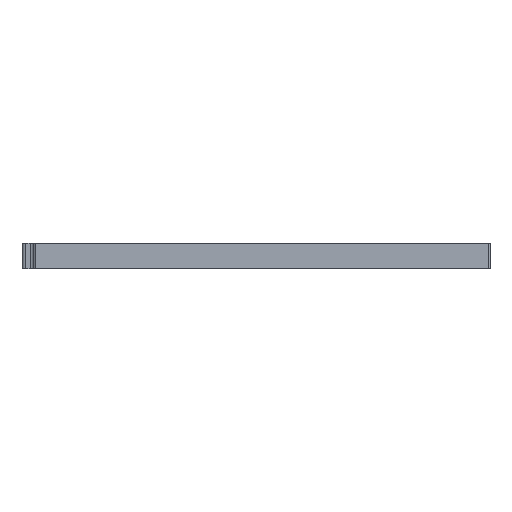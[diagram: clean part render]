
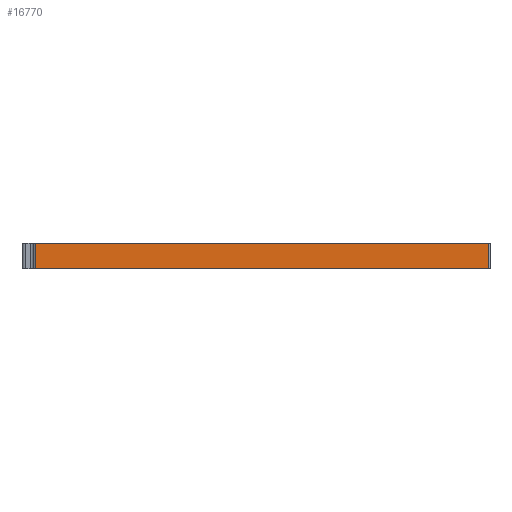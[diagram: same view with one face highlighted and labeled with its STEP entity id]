
A CAD part, top view. The second image highlights one B-rep face of the part: STEP entity #16770.
In plain terms, the highlighted planar face has unit normal (0, 0, 1).
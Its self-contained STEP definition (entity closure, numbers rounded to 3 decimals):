
#172 = LINE ( 'NONE', #11716, #18300 ) ;
#648 = VERTEX_POINT ( 'NONE', #5183 ) ;
#1279 = CARTESIAN_POINT ( 'NONE',  ( -180.713, 5., 0. ) ) ;
#2340 = EDGE_CURVE ( 'NONE', #648, #6725, #16040, .T. ) ;
#2370 = ORIENTED_EDGE ( 'NONE', *, *, #20168, .F. ) ;
#2778 = VERTEX_POINT ( 'NONE', #6104 ) ;
#2940 = VECTOR ( 'NONE', #14435, 1000. ) ;
#5174 = DIRECTION ( 'NONE',  ( 0., 0., -1. ) ) ;
#5183 = CARTESIAN_POINT ( 'NONE',  ( -0.5, -5., 0. ) ) ;
#5614 = EDGE_CURVE ( 'NONE', #648, #2778, #12701, .T. ) ;
#5910 = VERTEX_POINT ( 'NONE', #14051 ) ;
#6104 = CARTESIAN_POINT ( 'NONE',  ( -0.5, 5., 0. ) ) ;
#6725 = VERTEX_POINT ( 'NONE', #10939 ) ;
#7841 = DIRECTION ( 'NONE',  ( 0., -1., 0. ) ) ;
#8194 = ORIENTED_EDGE ( 'NONE', *, *, #5614, .T. ) ;
#8619 = CARTESIAN_POINT ( 'NONE',  ( -181.213, 5., 0. ) ) ;
#9695 = EDGE_LOOP ( 'NONE', ( #18904, #8194, #2370, #16432 ) ) ;
#10076 = DIRECTION ( 'NONE',  ( 1., 0., 0. ) ) ;
#10939 = CARTESIAN_POINT ( 'NONE',  ( -180.713, -5., 0. ) ) ;
#11087 = CARTESIAN_POINT ( 'NONE',  ( -181.213, -5., 0. ) ) ;
#11716 = CARTESIAN_POINT ( 'NONE',  ( -181.213, 5., 0. ) ) ;
#12701 = LINE ( 'NONE', #16246, #17140 ) ;
#12799 = DIRECTION ( 'NONE',  ( 0., 1., 0. ) ) ;
#14051 = CARTESIAN_POINT ( 'NONE',  ( -180.713, 5., 0. ) ) ;
#14424 = LINE ( 'NONE', #1279, #20308 ) ;
#14435 = DIRECTION ( 'NONE',  ( -1., 0., 0. ) ) ;
#15084 = PLANE ( 'NONE',  #18847 ) ;
#16040 = LINE ( 'NONE', #11087, #2940 ) ;
#16246 = CARTESIAN_POINT ( 'NONE',  ( -0.5, 5., 0. ) ) ;
#16432 = ORIENTED_EDGE ( 'NONE', *, *, #18475, .T. ) ;
#16770 = ADVANCED_FACE ( 'NONE', ( #17982 ), #15084, .F. ) ;
#17140 = VECTOR ( 'NONE', #12799, 1000. ) ;
#17982 = FACE_OUTER_BOUND ( 'NONE', #9695, .T. ) ;
#18084 = DIRECTION ( 'NONE',  ( -1., 0., 0. ) ) ;
#18300 = VECTOR ( 'NONE', #10076, 1000. ) ;
#18475 = EDGE_CURVE ( 'NONE', #5910, #6725, #14424, .T. ) ;
#18847 = AXIS2_PLACEMENT_3D ( 'NONE', #8619, #5174, #18084 ) ;
#18904 = ORIENTED_EDGE ( 'NONE', *, *, #2340, .F. ) ;
#20168 = EDGE_CURVE ( 'NONE', #5910, #2778, #172, .T. ) ;
#20308 = VECTOR ( 'NONE', #7841, 1000. ) ;
